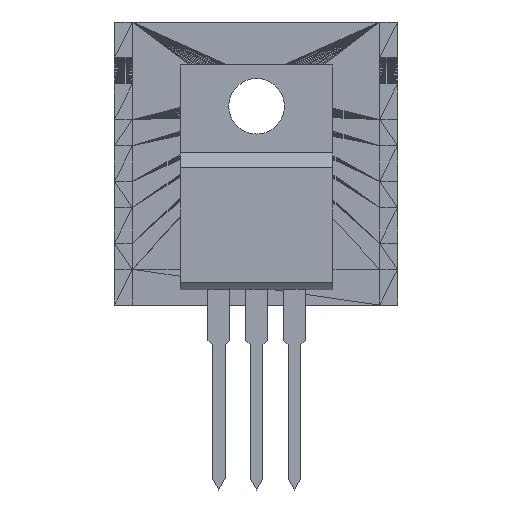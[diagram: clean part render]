
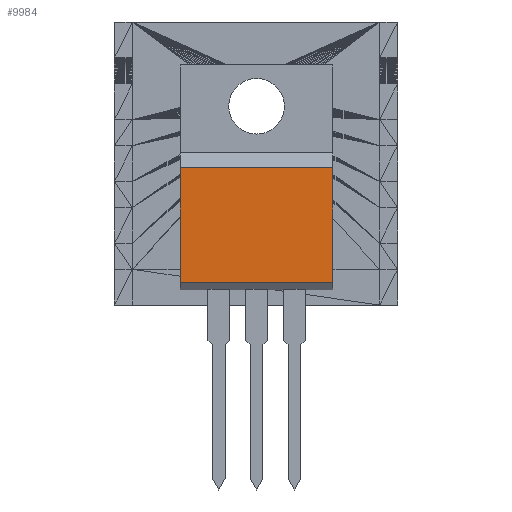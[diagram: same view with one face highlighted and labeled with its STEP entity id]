
A CAD part, front view. The second image highlights one B-rep face of the part: STEP entity #9984.
In plain terms, the highlighted planar face has unit normal (0, -1, 0).
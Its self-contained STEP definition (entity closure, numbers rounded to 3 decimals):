
#7822 = VERTEX_POINT('',#7823);
#7823 = CARTESIAN_POINT('',(7.665,-1.295,4.185));
#7959 = VERTEX_POINT('',#7960);
#7960 = CARTESIAN_POINT('',(7.665,-1.295,11.875));
#7966 = EDGE_CURVE('',#7822,#7959,#7967,.T.);
#7967 = LINE('',#7968,#7969);
#7968 = CARTESIAN_POINT('',(7.665,-1.295,4.185));
#7969 = VECTOR('',#7970,1.);
#7970 = DIRECTION('',(0.,0.,1.));
#8006 = VERTEX_POINT('',#8007);
#8007 = CARTESIAN_POINT('',(-2.585,-1.295,4.185));
#8166 = VERTEX_POINT('',#8167);
#8167 = CARTESIAN_POINT('',(-2.585,-1.295,11.875));
#8173 = EDGE_CURVE('',#8006,#8166,#8174,.T.);
#8174 = LINE('',#8175,#8176);
#8175 = CARTESIAN_POINT('',(-2.585,-1.295,4.185));
#8176 = VECTOR('',#8177,1.);
#8177 = DIRECTION('',(0.,0.,1.));
#8187 = EDGE_CURVE('',#8166,#7959,#8188,.T.);
#8188 = LINE('',#8189,#8190);
#8189 = CARTESIAN_POINT('',(-2.585,-1.295,11.875));
#8190 = VECTOR('',#8191,1.);
#8191 = DIRECTION('',(1.,0.,0.));
#9974 = EDGE_CURVE('',#8006,#7822,#9975,.T.);
#9975 = LINE('',#9976,#9977);
#9976 = CARTESIAN_POINT('',(-2.585,-1.295,4.185));
#9977 = VECTOR('',#9978,1.);
#9978 = DIRECTION('',(1.,0.,0.));
#9984 = ADVANCED_FACE('',(#9985),#9991,.T.);
#9985 = FACE_BOUND('',#9986,.T.);
#9986 = EDGE_LOOP('',(#9987,#9988,#9989,#9990));
#9987 = ORIENTED_EDGE('',*,*,#9974,.T.);
#9988 = ORIENTED_EDGE('',*,*,#7966,.T.);
#9989 = ORIENTED_EDGE('',*,*,#8187,.F.);
#9990 = ORIENTED_EDGE('',*,*,#8173,.F.);
#9991 = PLANE('',#9992);
#9992 = AXIS2_PLACEMENT_3D('',#9993,#9994,#9995);
#9993 = CARTESIAN_POINT('',(-2.585,-1.295,4.185));
#9994 = DIRECTION('',(0.,-1.,0.));
#9995 = DIRECTION('',(0.,0.,1.));
